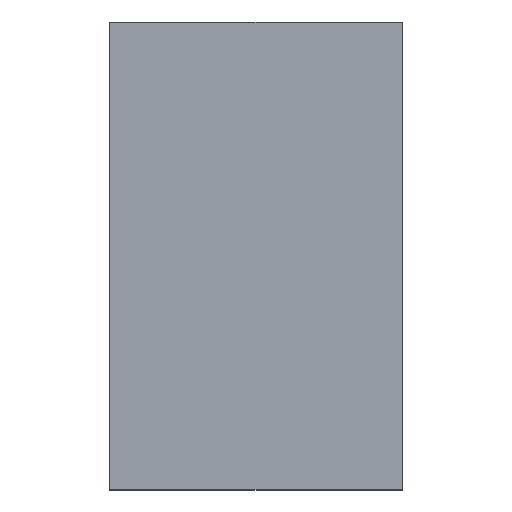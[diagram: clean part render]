
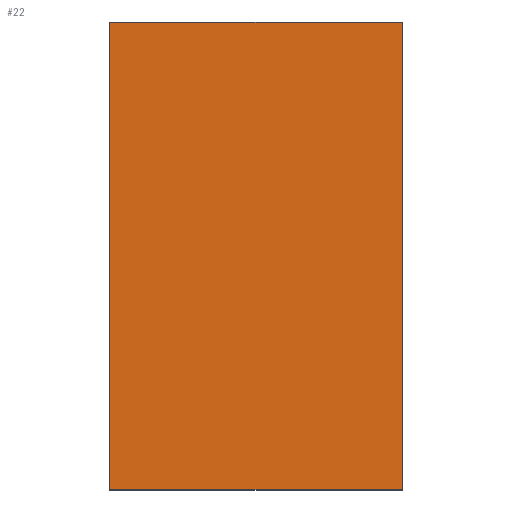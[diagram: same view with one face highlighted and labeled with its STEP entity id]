
A CAD part, top view. The second image highlights one B-rep face of the part: STEP entity #22.
In plain terms, the highlighted planar face has unit normal (0, 0, 1).
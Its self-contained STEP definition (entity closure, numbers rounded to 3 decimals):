
#2 = EDGE_CURVE ( 'NONE', #301, #36, #138, .T. ) ;
#22 = ADVANCED_FACE ( 'NONE', ( #121 ), #288, .T. ) ;
#35 = LINE ( 'NONE', #305, #194 ) ;
#36 = VERTEX_POINT ( 'NONE', #63 ) ;
#42 = VERTEX_POINT ( 'NONE', #185 ) ;
#61 = VECTOR ( 'NONE', #271, 1000. ) ;
#62 = EDGE_CURVE ( 'NONE', #36, #134, #361, .T. ) ;
#63 = CARTESIAN_POINT ( 'NONE',  ( -0.625, -1., 0.26 ) ) ;
#109 = CARTESIAN_POINT ( 'NONE',  ( 0.625, 0., 0.26 ) ) ;
#110 = DIRECTION ( 'NONE',  ( -1., 0., 0. ) ) ;
#117 = DIRECTION ( 'NONE',  ( 0., 0., 1. ) ) ;
#121 = FACE_OUTER_BOUND ( 'NONE', #281, .T. ) ;
#134 = VERTEX_POINT ( 'NONE', #345 ) ;
#138 = LINE ( 'NONE', #250, #356 ) ;
#143 = ORIENTED_EDGE ( 'NONE', *, *, #2, .F. ) ;
#162 = ORIENTED_EDGE ( 'NONE', *, *, #62, .F. ) ;
#184 = DIRECTION ( 'NONE',  ( 1., 0., 0. ) ) ;
#185 = CARTESIAN_POINT ( 'NONE',  ( 0.625, 1., 0.26 ) ) ;
#190 = ORIENTED_EDGE ( 'NONE', *, *, #266, .F. ) ;
#191 = ORIENTED_EDGE ( 'NONE', *, *, #235, .F. ) ;
#194 = VECTOR ( 'NONE', #243, 1000. ) ;
#205 = CARTESIAN_POINT ( 'NONE',  ( -0.625, 0., 0.26 ) ) ;
#235 = EDGE_CURVE ( 'NONE', #134, #42, #35, .T. ) ;
#243 = DIRECTION ( 'NONE',  ( 1., 0., 0. ) ) ;
#248 = AXIS2_PLACEMENT_3D ( 'NONE', #342, #117, #184 ) ;
#250 = CARTESIAN_POINT ( 'NONE',  ( 0., -1., 0.26 ) ) ;
#266 = EDGE_CURVE ( 'NONE', #42, #301, #297, .T. ) ;
#271 = DIRECTION ( 'NONE',  ( 0., -1., 0. ) ) ;
#274 = CARTESIAN_POINT ( 'NONE',  ( 0.625, -1., 0.26 ) ) ;
#281 = EDGE_LOOP ( 'NONE', ( #143, #190, #191, #162 ) ) ;
#288 = PLANE ( 'NONE',  #248 ) ;
#291 = DIRECTION ( 'NONE',  ( 0., 1., 0. ) ) ;
#296 = VECTOR ( 'NONE', #291, 1000. ) ;
#297 = LINE ( 'NONE', #109, #61 ) ;
#301 = VERTEX_POINT ( 'NONE', #274 ) ;
#305 = CARTESIAN_POINT ( 'NONE',  ( 0., 1., 0.26 ) ) ;
#342 = CARTESIAN_POINT ( 'NONE',  ( 0., 0., 0.26 ) ) ;
#345 = CARTESIAN_POINT ( 'NONE',  ( -0.625, 1., 0.26 ) ) ;
#356 = VECTOR ( 'NONE', #110, 1000. ) ;
#361 = LINE ( 'NONE', #205, #296 ) ;
